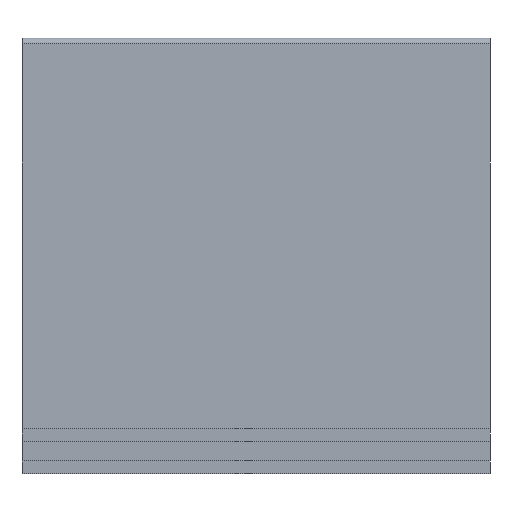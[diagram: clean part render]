
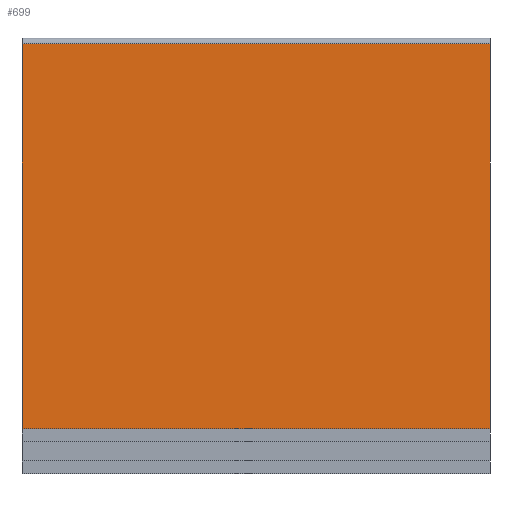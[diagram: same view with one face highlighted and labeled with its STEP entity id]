
A CAD part, left-side view. The second image highlights one B-rep face of the part: STEP entity #699.
In plain terms, the highlighted planar face has unit normal (-1, 0, 0.006).
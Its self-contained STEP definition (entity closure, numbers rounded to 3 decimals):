
#672=AXIS2_PLACEMENT_3D('Plane Axis2P3D',#669,#670,#671) ;
#647=CARTESIAN_POINT('Vertex',(-13.194,58.,114.311)) ;
#650=CARTESIAN_POINT('Line Origine',(-13.194,29.,114.311)) ;
#654=CARTESIAN_POINT('Vertex',(-13.194,0.,114.311)) ;
#669=CARTESIAN_POINT('Axis2P3D Location',(-13.194,0.,114.311)) ;
#674=CARTESIAN_POINT('Line Origine',(-13.347,58.,90.455)) ;
#678=CARTESIAN_POINT('Vertex',(-13.5,58.,66.6)) ;
#681=CARTESIAN_POINT('Line Origine',(-13.5,29.,66.6)) ;
#685=CARTESIAN_POINT('Vertex',(-13.5,0.,66.6)) ;
#688=CARTESIAN_POINT('Line Origine',(-13.347,0.,90.455)) ;
#651=DIRECTION('Vector Direction',(0.,-1.,0.)) ;
#670=DIRECTION('Axis2P3D Direction',(1.,0.,-0.006)) ;
#671=DIRECTION('Axis2P3D XDirection',(-0.006,0.,-1.)) ;
#675=DIRECTION('Vector Direction',(-0.006,0.,-1.)) ;
#682=DIRECTION('Vector Direction',(0.,1.,0.)) ;
#689=DIRECTION('Vector Direction',(-0.006,0.,-1.)) ;
#652=VECTOR('Line Direction',#651,1.) ;
#676=VECTOR('Line Direction',#675,1.) ;
#683=VECTOR('Line Direction',#682,1.) ;
#690=VECTOR('Line Direction',#689,1.) ;
#694=ORIENTED_EDGE('',*,*,#680,.T.) ;
#695=ORIENTED_EDGE('',*,*,#687,.F.) ;
#696=ORIENTED_EDGE('',*,*,#692,.F.) ;
#697=ORIENTED_EDGE('',*,*,#656,.T.) ;
#699=ADVANCED_FACE('Barriere isolanti PS 50mm superiori',(#698),#673,.F.) ;
#656=EDGE_CURVE('',#655,#648,#653,.F.) ;
#680=EDGE_CURVE('',#648,#679,#677,.T.) ;
#687=EDGE_CURVE('',#686,#679,#684,.T.) ;
#692=EDGE_CURVE('',#655,#686,#691,.T.) ;
#693=EDGE_LOOP('',(#694,#695,#696,#697)) ;
#698=FACE_OUTER_BOUND('',#693,.T.) ;
#653=LINE('Line',#650,#652) ;
#677=LINE('Line',#674,#676) ;
#684=LINE('Line',#681,#683) ;
#691=LINE('Line',#688,#690) ;
#673=PLANE('',#672) ;
#648=VERTEX_POINT('',#647) ;
#655=VERTEX_POINT('',#654) ;
#679=VERTEX_POINT('',#678) ;
#686=VERTEX_POINT('',#685) ;
